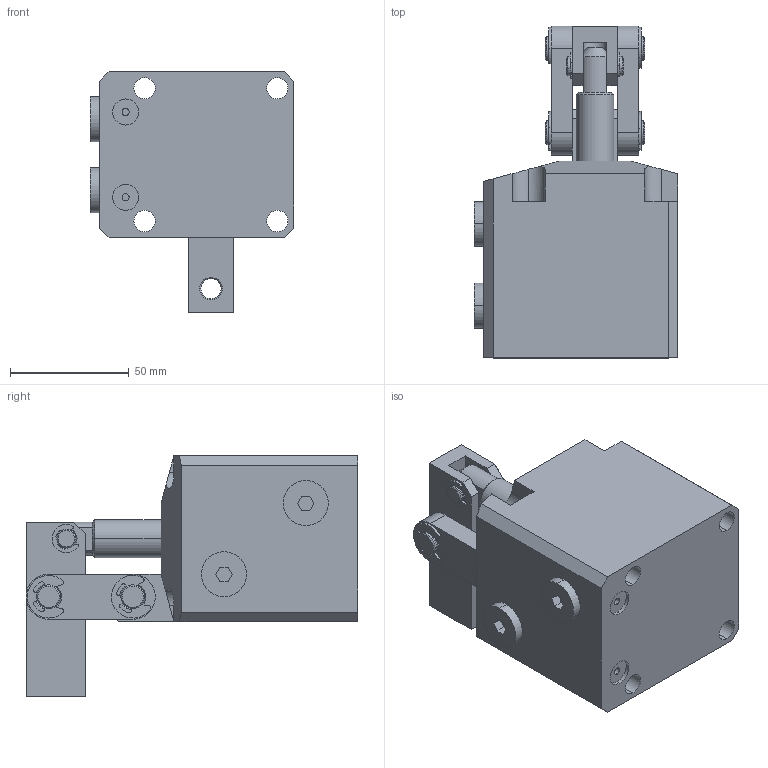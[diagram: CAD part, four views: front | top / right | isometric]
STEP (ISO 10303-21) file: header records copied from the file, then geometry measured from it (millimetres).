
FILE_DESCRIPTION (( 'STEP AP214' ), '1' );
FILE_NAME ('CBLU-45GL杠杆式油压缸三维图.STEP', '2019-04-29T03:42:44', ( '' ), ( '' ), 'SwSTEP 2.0', 'SolidWorks 2016', '' );
FILE_SCHEMA (( 'AUTOMOTIVE_DESIGN' ));
Length unit declared in the file: millimetre
Products named in the file (10): 傻种粣_1; 45揤啣_1; 蟀裝_1; 錨璃3_5; 45L掛极_1_1_1; CBLU-45GL杠杆式油压缸三维图; 囀鞠褒黑芛郔陔1-4; 湮諶; 苤粟; 酗种粣_1
Assembly tree (16 placements, depth 2):
  CBLU-45GL杠杆式油压缸三维图
    45L掛极_1_1_1
    錨璃3_5
    蟀裝_1  x2
    45揤啣_1
    傻种粣_1
    酗种粣_1  x2
    苤粟  x2
    湮諶  x4
    囀鞠褒黑芛郔陔1-4  x2
Bounding box: 86 x 140 x 101.5 mm (x, y, z)
Volume: 451666 mm3; surface area: 86797.7 mm2
Topology: 17 solids, 17 shells, 408 faces, 991 edges, 638 vertices
Faces by surface type: cylinder 196, plane 152, cone 60
Entity records: 8002 total; most frequent: DIRECTION 1408, CARTESIAN_POINT 1345, ORIENTED_EDGE 1216, EDGE_CURVE 608, AXIS2_PLACEMENT_3D 537, VERTEX_POINT 390, VECTOR 334, LINE 334
